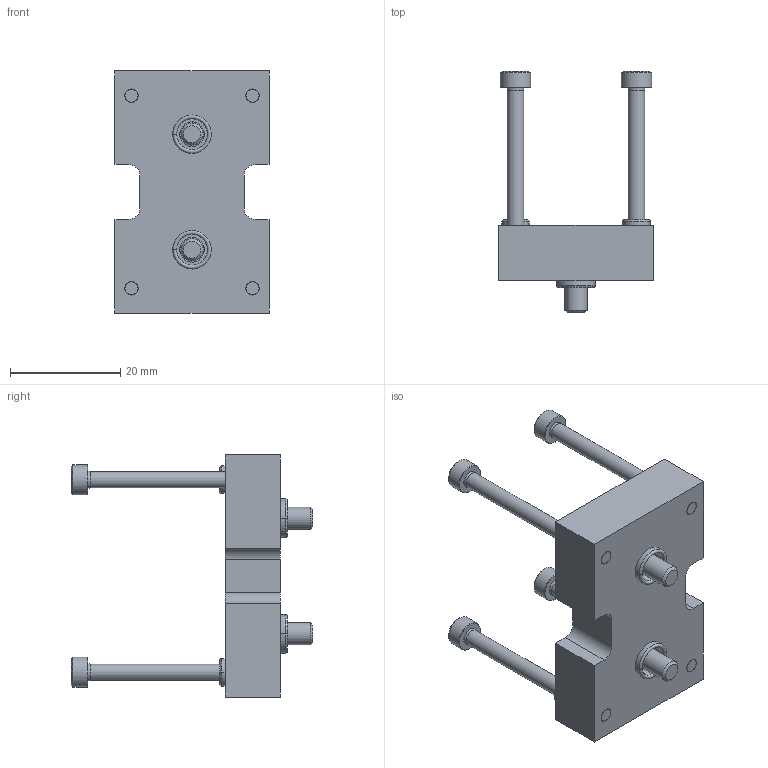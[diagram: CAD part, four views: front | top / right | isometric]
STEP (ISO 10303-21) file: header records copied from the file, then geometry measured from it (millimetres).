
FILE_DESCRIPTION(/* description */ ('STEP AP214'),/* implementation_level */ '2;1');
FILE_NAME(/* name */ '2595935_DHAA-G-Q11-16-B8G-20',/* time_stamp */ '2024-08-16T15:46:11+02:00',/* author */ ('License CC BY-ND 4.0'),/* organization */ ('CADENAS'),/* preprocessor_version */ 'ST-DEVELOPER v19.3',/* originating_system */ 'PARTsolutions',/* authorisation */ ' ');
FILE_SCHEMA (('AUTOMOTIVE_DESIGN {1 0 10303 214 3 1 1}'));
Length unit declared in the file: millimetre
Products named in the file (6): 2595935 DHAA-G-Q11-16-B8G-20; 2595935 DHAA-G-Q11-16-B8G-20_p; 8146544 ZBH-7-B; 8146543 ZBH-5-B; DIN-912 - M4x10(F); DIN-912 - M3x35(F)
Assembly tree (11 placements, depth 2):
  2595935 DHAA-G-Q11-16-B8G-20
    2595935 DHAA-G-Q11-16-B8G-20_p
    8146544 ZBH-7-B  x2
    8146543 ZBH-5-B  x2
    DIN-912 - M4x10(F)  x2
    DIN-912 - M3x35(F)  x4
Bounding box: 28 x 43.9 x 44 mm (x, y, z)
Volume: 12261.9 mm3; surface area: 7318.2 mm2
Topology: 11 solids, 11 shells, 236 faces, 462 edges, 262 vertices
Faces by surface type: plane 120, cone 70, cylinder 38, torus 8
Full cylindrical faces by diameter (mm): 2.459 x4, 3 x4, 4 x2, 4.5 x2, 5 x4, 5.5 x4, 7 x4, 8 x2
Entity records: 2973 total; most frequent: CARTESIAN_POINT 530, DIRECTION 508, ORIENTED_EDGE 384, AXIS2_PLACEMENT_3D 212, EDGE_CURVE 192, FACE_BOUND 168, EDGE_LOOP 166, VERTEX_POINT 134
